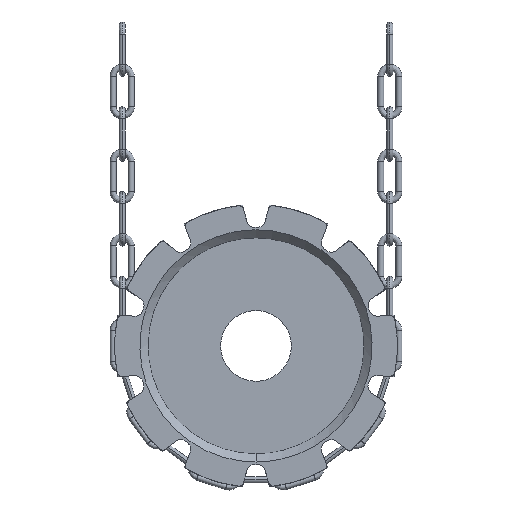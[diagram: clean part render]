
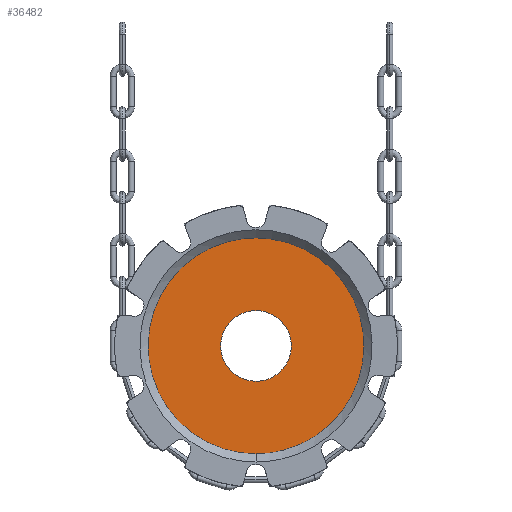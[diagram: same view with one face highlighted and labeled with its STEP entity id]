
A CAD part, front view. The second image highlights one B-rep face of the part: STEP entity #36482.
In plain terms, the highlighted free-form (B-spline) face has degree [1, 1] with [2, 2] control points.
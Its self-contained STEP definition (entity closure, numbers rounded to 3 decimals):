
#10455 = VERTEX_POINT('',#10456);
#10456 = CARTESIAN_POINT('',(87.543,161.818,
    108.669));
#10474 = VERTEX_POINT('',#10475);
#10475 = CARTESIAN_POINT('',(87.543,161.818,
    331.004));
#10480 = EDGE_CURVE('',#10455,#10474,#10481,.T.);
#10481 = ( BOUNDED_CURVE() B_SPLINE_CURVE(2,(#10482,#10483,#10484,#10485
,#10486),.UNSPECIFIED.,.F.,.F.) B_SPLINE_CURVE_WITH_KNOTS((3,2,3),(
    3.142,4.712,6.283),
.PIECEWISE_BEZIER_KNOTS.) CURVE() GEOMETRIC_REPRESENTATION_ITEM() 
RATIONAL_B_SPLINE_CURVE((1.,0.707,1.,0.707,1.)) 
REPRESENTATION_ITEM('') );
#10482 = CARTESIAN_POINT('',(87.543,161.818,
    108.669));
#10483 = CARTESIAN_POINT('',(-23.625,161.818,
    108.669));
#10484 = CARTESIAN_POINT('',(-23.625,161.818,
    219.837));
#10485 = CARTESIAN_POINT('',(-23.625,161.818,
    331.004));
#10486 = CARTESIAN_POINT('',(87.543,161.818,
    331.004));
#10503 = VERTEX_POINT('',#10504);
#10504 = CARTESIAN_POINT('',(87.543,161.818,
    256.2));
#10522 = VERTEX_POINT('',#10523);
#10523 = CARTESIAN_POINT('',(87.543,161.818,
    183.474));
#10528 = EDGE_CURVE('',#10522,#10503,#10529,.T.);
#10529 = ( BOUNDED_CURVE() B_SPLINE_CURVE(2,(#10530,#10531,#10532,#10533
,#10534),.UNSPECIFIED.,.F.,.F.) B_SPLINE_CURVE_WITH_KNOTS((3,2,3),(
    3.142,4.712,6.283),
.PIECEWISE_BEZIER_KNOTS.) CURVE() GEOMETRIC_REPRESENTATION_ITEM() 
RATIONAL_B_SPLINE_CURVE((1.,0.707,1.,0.707,1.)) 
REPRESENTATION_ITEM('') );
#10530 = CARTESIAN_POINT('',(87.543,161.818,
    183.474));
#10531 = CARTESIAN_POINT('',(51.179,161.818,
    183.474));
#10532 = CARTESIAN_POINT('',(51.179,161.818,
    219.837));
#10533 = CARTESIAN_POINT('',(51.179,161.818,
    256.2));
#10534 = CARTESIAN_POINT('',(87.543,161.818,
    256.2));
#36463 = EDGE_CURVE('',#10503,#10522,#36464,.T.);
#36464 = ( BOUNDED_CURVE() B_SPLINE_CURVE(2,(#36465,#36466,#36467,#36468
,#36469),.UNSPECIFIED.,.F.,.F.) B_SPLINE_CURVE_WITH_KNOTS((3,2,3),(0.,
1.571,3.142),.PIECEWISE_BEZIER_KNOTS.) CURVE() 
GEOMETRIC_REPRESENTATION_ITEM() RATIONAL_B_SPLINE_CURVE((1.,
0.707,1.,0.707,1.)) REPRESENTATION_ITEM('') );
#36465 = CARTESIAN_POINT('',(87.543,161.818,
    256.2));
#36466 = CARTESIAN_POINT('',(123.906,161.818,
    256.2));
#36467 = CARTESIAN_POINT('',(123.906,161.818,
    219.837));
#36468 = CARTESIAN_POINT('',(123.906,161.818,
    183.474));
#36469 = CARTESIAN_POINT('',(87.543,161.818,
    183.474));
#36482 = ADVANCED_FACE('',(#36483,#36487),#36498,.T.);
#36483 = FACE_BOUND('',#36484,.T.);
#36484 = EDGE_LOOP('',(#36485,#36486));
#36485 = ORIENTED_EDGE('',*,*,#36463,.T.);
#36486 = ORIENTED_EDGE('',*,*,#10528,.T.);
#36487 = FACE_BOUND('',#36488,.T.);
#36488 = EDGE_LOOP('',(#36489,#36490));
#36489 = ORIENTED_EDGE('',*,*,#10480,.F.);
#36490 = ORIENTED_EDGE('',*,*,#36491,.F.);
#36491 = EDGE_CURVE('',#10474,#10455,#36492,.T.);
#36492 = ( BOUNDED_CURVE() B_SPLINE_CURVE(2,(#36493,#36494,#36495,#36496
,#36497),.UNSPECIFIED.,.F.,.F.) B_SPLINE_CURVE_WITH_KNOTS((3,2,3),(0.,
1.571,3.142),.PIECEWISE_BEZIER_KNOTS.) CURVE() 
GEOMETRIC_REPRESENTATION_ITEM() RATIONAL_B_SPLINE_CURVE((1.,
0.707,1.,0.707,1.)) REPRESENTATION_ITEM('') );
#36493 = CARTESIAN_POINT('',(87.543,161.818,
    331.004));
#36494 = CARTESIAN_POINT('',(198.71,161.818,
    331.004));
#36495 = CARTESIAN_POINT('',(198.71,161.818,
    219.837));
#36496 = CARTESIAN_POINT('',(198.71,161.818,
    108.669));
#36497 = CARTESIAN_POINT('',(87.543,161.818,
    108.669));
#36498 = B_SPLINE_SURFACE_WITH_KNOTS('',1,1,(
    (#36499,#36500)
    ,(#36501,#36502
  )),.UNSPECIFIED.,.F.,.F.,.F.,(2,2),(2,2),(-107.,107.),(-142.,72.),
  .PIECEWISE_BEZIER_KNOTS.);
#36499 = CARTESIAN_POINT('',(-23.625,161.818,
    331.004));
#36500 = CARTESIAN_POINT('',(198.71,161.818,
    331.004));
#36501 = CARTESIAN_POINT('',(-23.625,161.818,
    108.669));
#36502 = CARTESIAN_POINT('',(198.71,161.818,
    108.669));
